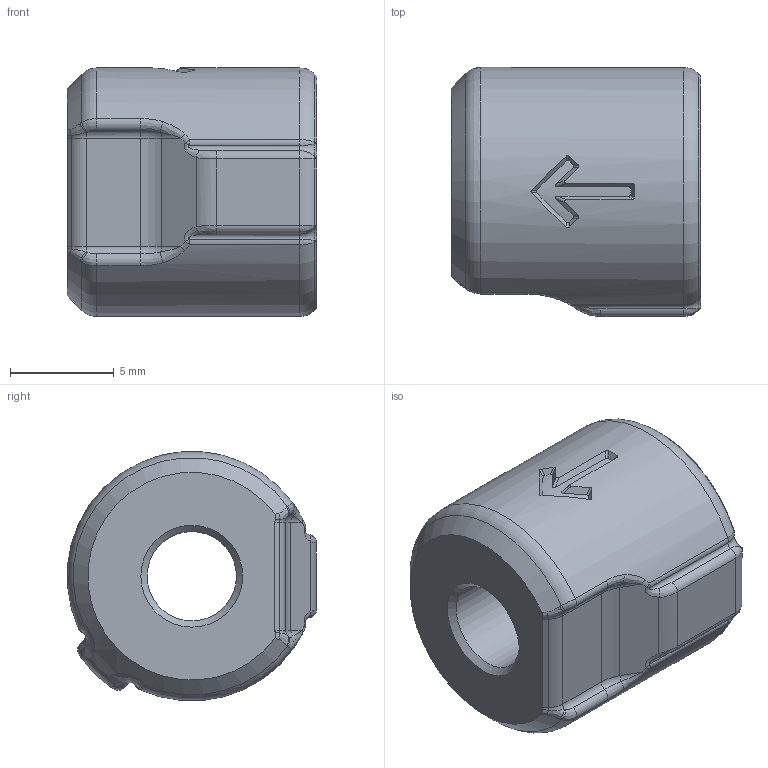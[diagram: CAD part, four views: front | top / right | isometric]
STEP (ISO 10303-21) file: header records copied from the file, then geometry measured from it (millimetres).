
FILE_DESCRIPTION(/* description */ (''),/* implementation_level */ '2;1');
FILE_NAME(/* name */ 'Slider^Extruder Sync Sensor.step',/* time_stamp */ '2024-10-30T11:13:37-04:00',/* author */ (''),/* organization */ (''),/* preprocessor_version */ 'ST-DEVELOPER v20',/* originating_system */ 'Autodesk Translation Framework v13.20.0.188',/* authorisation */ '');
FILE_SCHEMA (('AUTOMOTIVE_DESIGN { 1 0 10303 214 3 1 1 }'));
Length unit declared in the file: millimetre
Products named in the file (1): Slider^Extruder Sync Sensor
Bounding box: 12 x 11.98 x 11.98 mm (x, y, z)
Volume: 889.8 mm3; surface area: 851.6 mm2
Topology: 1 solids, 1 shells, 138 faces, 319 edges, 173 vertices
Faces by surface type: bspline 55, cylinder 33, cone 19, torus 15, plane 14, sphere 2
Full cylindrical faces by diameter (mm): 4.3 x1, 8.35 x1
Entity records: 5495 total; most frequent: CARTESIAN_POINT 2729, ORIENTED_EDGE 614, DIRECTION 515, EDGE_CURVE 307, AXIS2_PLACEMENT_3D 220, VERTEX_POINT 173, EDGE_LOOP 142, FACE_OUTER_BOUND 138
